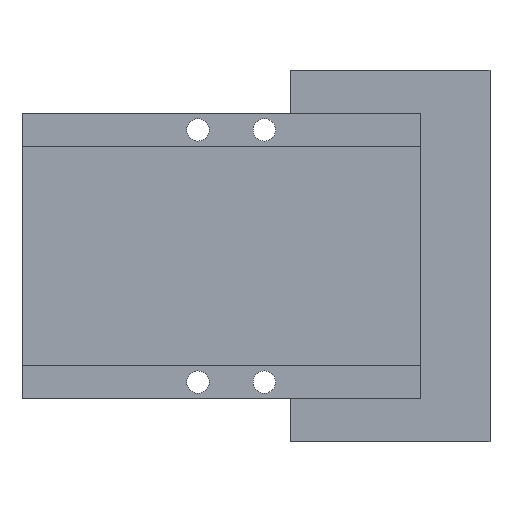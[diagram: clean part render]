
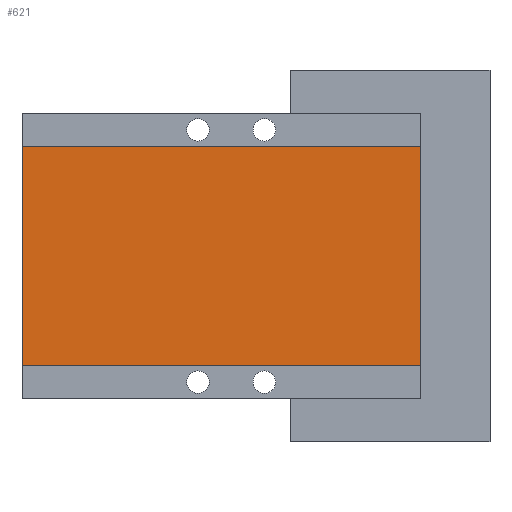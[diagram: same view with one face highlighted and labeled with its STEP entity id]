
A CAD part, front view. The second image highlights one B-rep face of the part: STEP entity #621.
In plain terms, the highlighted planar face has unit normal (0, -1, 0).
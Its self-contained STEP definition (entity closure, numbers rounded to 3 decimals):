
#47 = LINE ( 'NONE', #1747, #1677 ) ;
#66 = VERTEX_POINT ( 'NONE', #999 ) ;
#129 = DIRECTION ( 'NONE',  ( 0., -1., 0. ) ) ;
#322 = CARTESIAN_POINT ( 'NONE',  ( 0., 0., -38. ) ) ;
#329 = EDGE_CURVE ( 'NONE', #746, #66, #47, .T. ) ;
#375 = CARTESIAN_POINT ( 'NONE',  ( 0., 0., 0. ) ) ;
#429 = DIRECTION ( 'NONE',  ( 1., 0., 0. ) ) ;
#441 = EDGE_LOOP ( 'NONE', ( #517, #547, #1619, #1881 ) ) ;
#469 = EDGE_CURVE ( 'NONE', #66, #1107, #1128, .T. ) ;
#517 = ORIENTED_EDGE ( 'NONE', *, *, #329, .F. ) ;
#545 = FACE_OUTER_BOUND ( 'NONE', #441, .T. ) ;
#547 = ORIENTED_EDGE ( 'NONE', *, *, #748, .F. ) ;
#595 = DIRECTION ( 'NONE',  ( 0., 0., -1. ) ) ;
#621 = ADVANCED_FACE ( 'NONE', ( #545 ), #1243, .T. ) ;
#636 = CARTESIAN_POINT ( 'NONE',  ( 60., 0., -38. ) ) ;
#703 = CARTESIAN_POINT ( 'NONE',  ( 60., 0., 0. ) ) ;
#718 = AXIS2_PLACEMENT_3D ( 'NONE', #375, #129, #595 ) ;
#746 = VERTEX_POINT ( 'NONE', #1343 ) ;
#748 = EDGE_CURVE ( 'NONE', #1341, #746, #2238, .T. ) ;
#858 = DIRECTION ( 'NONE',  ( 0., 0., -1. ) ) ;
#999 = CARTESIAN_POINT ( 'NONE',  ( 0., 0., -5. ) ) ;
#1029 = DIRECTION ( 'NONE',  ( -1., 0., 0. ) ) ;
#1107 = VERTEX_POINT ( 'NONE', #1720 ) ;
#1128 = LINE ( 'NONE', #1142, #2060 ) ;
#1142 = CARTESIAN_POINT ( 'NONE',  ( 0., 0., -5. ) ) ;
#1167 = VECTOR ( 'NONE', #1029, 1000. ) ;
#1208 = LINE ( 'NONE', #703, #2108 ) ;
#1243 = PLANE ( 'NONE',  #718 ) ;
#1341 = VERTEX_POINT ( 'NONE', #636 ) ;
#1343 = CARTESIAN_POINT ( 'NONE',  ( 0., 0., -38. ) ) ;
#1601 = DIRECTION ( 'NONE',  ( 0., 0., 1. ) ) ;
#1619 = ORIENTED_EDGE ( 'NONE', *, *, #1860, .F. ) ;
#1677 = VECTOR ( 'NONE', #1601, 1000. ) ;
#1720 = CARTESIAN_POINT ( 'NONE',  ( 60., 0., -5. ) ) ;
#1747 = CARTESIAN_POINT ( 'NONE',  ( 0., 0., 0. ) ) ;
#1860 = EDGE_CURVE ( 'NONE', #1107, #1341, #1208, .T. ) ;
#1881 = ORIENTED_EDGE ( 'NONE', *, *, #469, .F. ) ;
#2060 = VECTOR ( 'NONE', #429, 1000. ) ;
#2108 = VECTOR ( 'NONE', #858, 1000. ) ;
#2238 = LINE ( 'NONE', #322, #1167 ) ;
